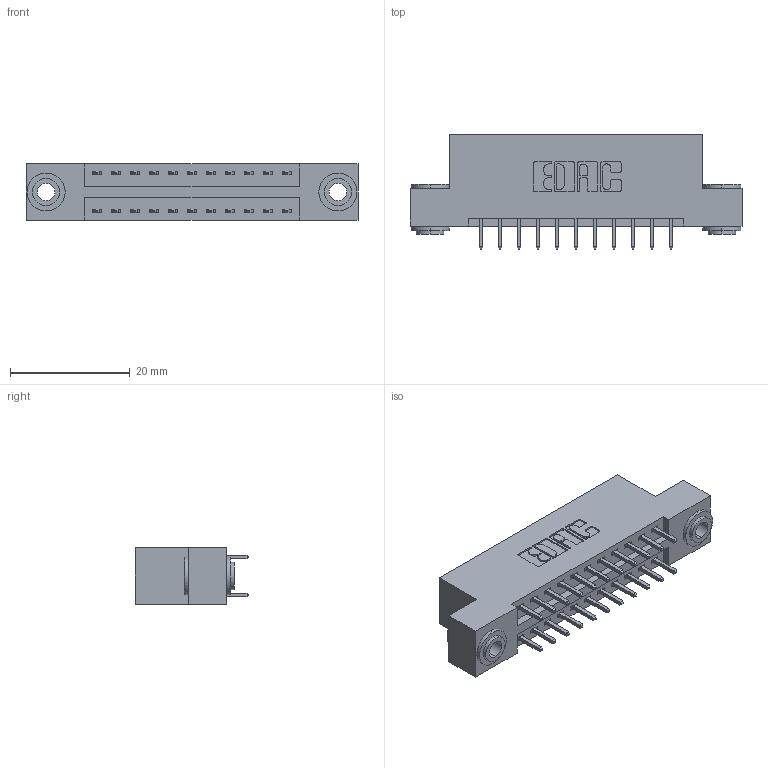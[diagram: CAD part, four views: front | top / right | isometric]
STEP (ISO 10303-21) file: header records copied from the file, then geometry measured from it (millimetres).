
FILE_DESCRIPTION (( 'STEP AP203' ), '1' );
FILE_NAME ('396-022-521-203.STEP', '2018-09-01T08:46:01', ( '' ), ( '' ), 'SwSTEP 2.0', 'SolidWorks 2016', '' );
FILE_SCHEMA (( 'CONFIG_CONTROL_DESIGN' ));
Length unit declared in the file: inch
Products named in the file (4): 345-250-002_345-250-002-102; 396-022-521-203; 346 Part_Flush Mounting Lugs - 0.156 Dia-TH; 345-292-001_345-293-121
Assembly tree (25 placements, depth 2):
  396-022-521-203
    346 Part_Flush Mounting Lugs - 0.156 Dia-TH
    345-292-001_345-293-121  x22
    345-250-002_345-250-002-102  x2
Bounding box: 55.5 x 19.05 x 9.4 mm (x, y, z)
Volume: 5181.5 mm3; surface area: 6788.8 mm2
Topology: 25 solids, 25 shells, 1304 faces, 3815 edges, 2510 vertices
Faces by surface type: plane 856, cylinder 440, cone 8
Entity records: 12020 total; most frequent: CARTESIAN_POINT 1999, ORIENTED_EDGE 1926, DIRECTION 1845, EDGE_CURVE 963, LINE 763, VECTOR 763, VERTEX_POINT 638, AXIS2_PLACEMENT_3D 541
